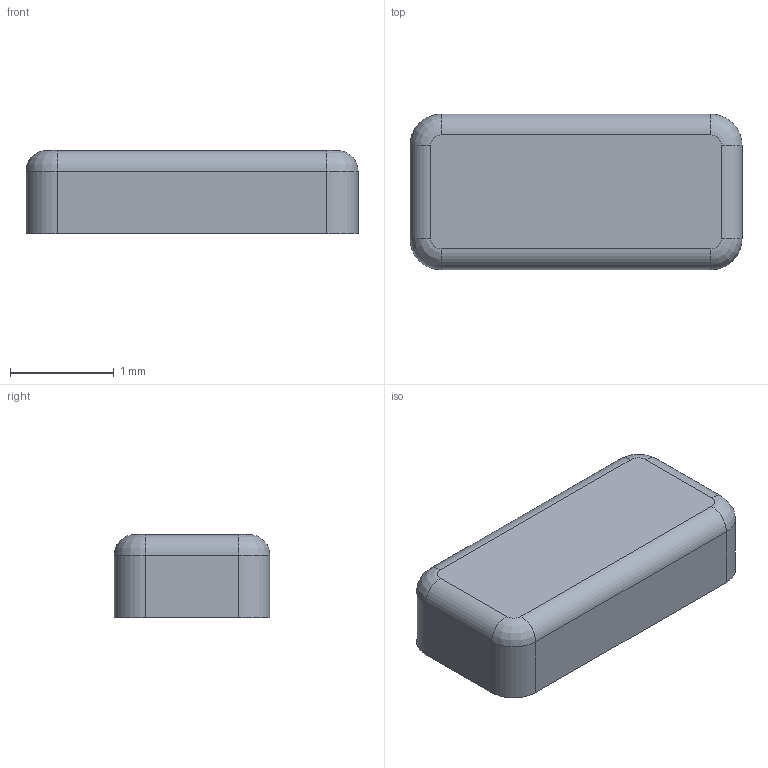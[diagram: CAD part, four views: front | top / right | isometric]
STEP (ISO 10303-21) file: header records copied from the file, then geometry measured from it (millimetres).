
FILE_DESCRIPTION(('FreeCAD Model'),'2;1');
FILE_NAME('Open CASCADE Shape Model','2020-12-10T20:55:44',(''),(''), 'Open CASCADE STEP processor 7.4','FreeCAD','Unknown');
FILE_SCHEMA(('AUTOMOTIVE_DESIGN { 1 0 10303 214 1 1 1 1 }'));
Length unit declared in the file: millimetre
Products named in the file (1): Fillet001
Bounding box: 3.2 x 1.5 x 0.8 mm (x, y, z)
Volume: 3.7 mm3; surface area: 15.8 mm2
Topology: 1 solids, 1 shells, 18 faces, 40 edges, 24 vertices
Faces by surface type: cylinder 8, plane 6, revolution 4
Entity records: 1072 total; most frequent: CARTESIAN_POINT 243, DIRECTION 152, ORIENTED_EDGE 80, PCURVE 80, DEFINITIONAL_REPRESENTATION 80, LINE 76, VECTOR 76, EDGE_CURVE 40
